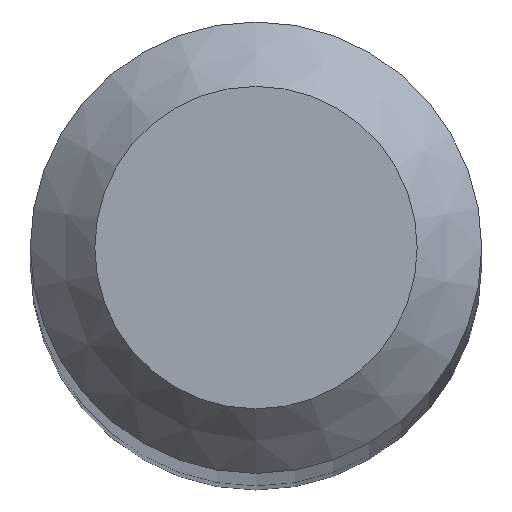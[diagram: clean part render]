
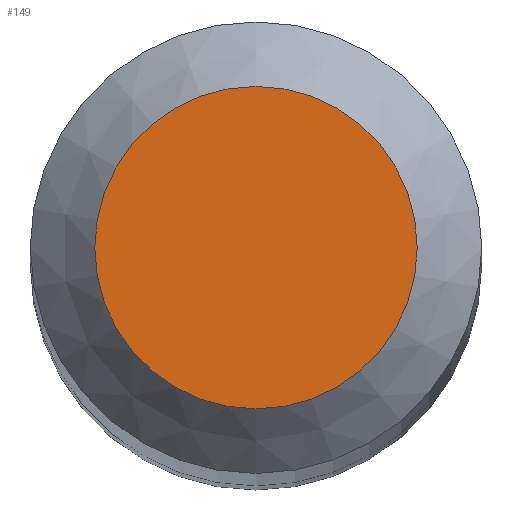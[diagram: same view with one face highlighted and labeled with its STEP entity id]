
A CAD part, top view. The second image highlights one B-rep face of the part: STEP entity #149.
In plain terms, the highlighted planar face has unit normal (0, 0, 1).
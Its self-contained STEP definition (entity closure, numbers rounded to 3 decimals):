
#3 = ORIENTED_EDGE ( 'NONE', *, *, #156, .F. ) ;
#10 = DIRECTION ( 'NONE',  ( 0., 0., -1. ) ) ;
#24 = DIRECTION ( 'NONE',  ( 0., 1., 0. ) ) ;
#37 = CARTESIAN_POINT ( 'NONE',  ( 0., 0.5, 30. ) ) ;
#39 = FACE_OUTER_BOUND ( 'NONE', #185, .T. ) ;
#40 = DIRECTION ( 'NONE',  ( 0., 1., 0. ) ) ;
#66 = AXIS2_PLACEMENT_3D ( 'NONE', #69, #197, #24 ) ;
#67 = PLANE ( 'NONE',  #66 ) ;
#69 = CARTESIAN_POINT ( 'NONE',  ( 0., 0., 30. ) ) ;
#74 = AXIS2_PLACEMENT_3D ( 'NONE', #148, #10, #40 ) ;
#126 = CIRCLE ( 'NONE', #74, 0.5 ) ;
#129 = VERTEX_POINT ( 'NONE', #37 ) ;
#148 = CARTESIAN_POINT ( 'NONE',  ( 0., 0., 30. ) ) ;
#149 = ADVANCED_FACE ( 'NONE', ( #39 ), #67, .F. ) ;
#156 = EDGE_CURVE ( 'NONE', #129, #129, #126, .T. ) ;
#185 = EDGE_LOOP ( 'NONE', ( #3 ) ) ;
#197 = DIRECTION ( 'NONE',  ( 0., 0., -1. ) ) ;
